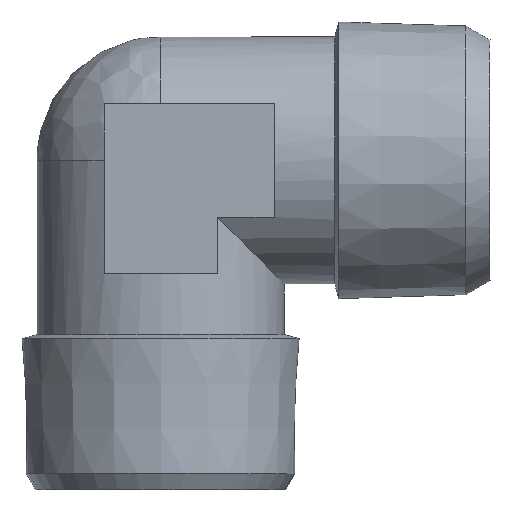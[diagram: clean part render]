
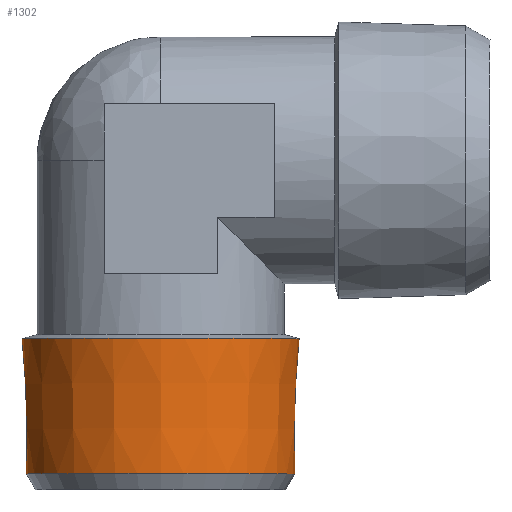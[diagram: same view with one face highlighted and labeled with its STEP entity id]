
A CAD part, top view. The second image highlights one B-rep face of the part: STEP entity #1302.
In plain terms, the highlighted conical face has half-angle 1.79 degrees and reference radius 13.05 mm.
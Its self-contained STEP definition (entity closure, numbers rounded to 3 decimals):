
#11 = AXIS2_PLACEMENT_3D ( 'NONE', #816, #815, #814 ) ;
#26 = EDGE_CURVE ( 'NONE', #1038, #1038, #1247, .T. ) ;
#50 = AXIS2_PLACEMENT_3D ( 'NONE', #418, #409, #404 ) ;
#85 = AXIS2_PLACEMENT_3D ( 'NONE', #1488, #1410, #1506 ) ;
#121 = EDGE_CURVE ( 'NONE', #1022, #1022, #1145, .T. ) ;
#404 = DIRECTION ( 'NONE',  ( 0., 0., 1. ) ) ;
#409 = DIRECTION ( 'NONE',  ( 0., 1., 0. ) ) ;
#418 = CARTESIAN_POINT ( 'NONE',  ( 0., 19.681, 0. ) ) ;
#814 = DIRECTION ( 'NONE',  ( 0., 0., 1. ) ) ;
#815 = DIRECTION ( 'NONE',  ( 0., 1., 0. ) ) ;
#816 = CARTESIAN_POINT ( 'NONE',  ( 0., 6.559, 0. ) ) ;
#876 = EDGE_LOOP ( 'NONE', ( #1165 ) ) ;
#1022 = VERTEX_POINT ( 'NONE', #1481 ) ;
#1038 = VERTEX_POINT ( 'NONE', #1452 ) ;
#1053 = CONICAL_SURFACE ( 'NONE', #85, 13.05, 0.031 ) ;
#1055 = FACE_BOUND ( 'NONE', #1196, .T. ) ;
#1058 = FACE_OUTER_BOUND ( 'NONE', #876, .T. ) ;
#1145 = CIRCLE ( 'NONE', #50, 13.46 ) ;
#1165 = ORIENTED_EDGE ( 'NONE', *, *, #121, .F. ) ;
#1196 = EDGE_LOOP ( 'NONE', ( #1258 ) ) ;
#1247 = CIRCLE ( 'NONE', #11, 13.05 ) ;
#1258 = ORIENTED_EDGE ( 'NONE', *, *, #26, .T. ) ;
#1302 = ADVANCED_FACE ( 'NONE', ( #1058, #1055 ), #1053, .T. ) ;
#1410 = DIRECTION ( 'NONE',  ( 0., 1., 0. ) ) ;
#1452 = CARTESIAN_POINT ( 'NONE',  ( 0., 6.559, 13.05 ) ) ;
#1481 = CARTESIAN_POINT ( 'NONE',  ( 0., 19.681, 13.46 ) ) ;
#1488 = CARTESIAN_POINT ( 'NONE',  ( 0., 6.559, 0. ) ) ;
#1506 = DIRECTION ( 'NONE',  ( -1., 0., 0. ) ) ;
